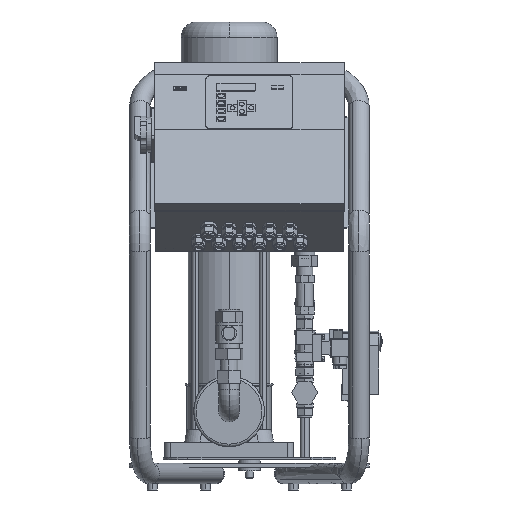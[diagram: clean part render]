
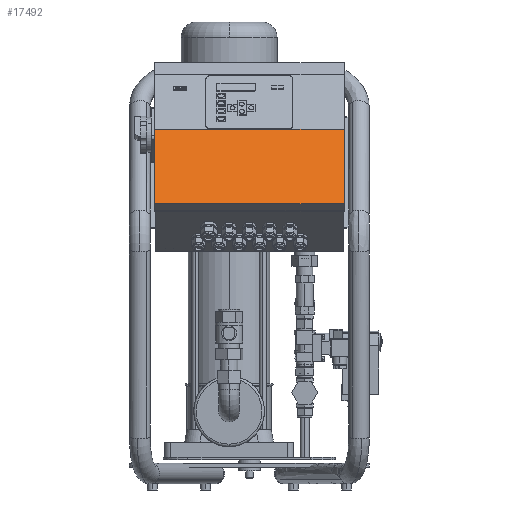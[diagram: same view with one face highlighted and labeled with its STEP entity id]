
A CAD part, front view. The second image highlights one B-rep face of the part: STEP entity #17492.
In plain terms, the highlighted planar face has unit normal (0, -0.857, 0.516).
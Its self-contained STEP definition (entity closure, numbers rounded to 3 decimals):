
#17257=CARTESIAN_POINT('',(-154.0,-376.437,586.35));
#17258=VERTEX_POINT('',#17257);
#17259=CARTESIAN_POINT('',(154.,-376.437,586.35));
#17260=VERTEX_POINT('',#17259);
#17261=CARTESIAN_POINT('',(-154.0,-376.437,586.35));
#17262=DIRECTION('',(1.0,0.0,0.0));
#17263=VECTOR('',#17262,308.);
#17264=LINE('',#17261,#17263);
#17265=EDGE_CURVE('',#17258,#17260,#17264,.T.);
#17462=CARTESIAN_POINT('',(-154.0,-376.437,586.35));
#17463=DIRECTION('',(0.,0.857,-0.516));
#17464=DIRECTION('',(-1.0,0.0,0.0));
#17465=AXIS2_PLACEMENT_3D('',#17462,#17463,#17464);
#17466=PLANE('',#17465);
#17467=CARTESIAN_POINT('',(154.,-449.27,465.374));
#17468=VERTEX_POINT('',#17467);
#17469=CARTESIAN_POINT('',(154.,-376.437,586.35));
#17470=DIRECTION('',(0.0,-0.516,-0.857));
#17471=VECTOR('',#17470,141.208);
#17472=LINE('',#17469,#17471);
#17473=EDGE_CURVE('',#17260,#17468,#17472,.T.);
#17474=ORIENTED_EDGE('',*,*,#17473,.F.);
#17475=ORIENTED_EDGE('',*,*,#17265,.F.);
#17476=CARTESIAN_POINT('',(-154.,-449.27,465.374));
#17477=VERTEX_POINT('',#17476);
#17478=CARTESIAN_POINT('',(-154.,-449.27,465.374));
#17479=DIRECTION('',(0.,0.516,0.857));
#17480=VECTOR('',#17479,141.208);
#17481=LINE('',#17478,#17480);
#17482=EDGE_CURVE('',#17477,#17258,#17481,.T.);
#17483=ORIENTED_EDGE('',*,*,#17482,.F.);
#17484=CARTESIAN_POINT('',(154.,-449.27,465.374));
#17485=DIRECTION('',(-1.0,0.0,0.0));
#17486=VECTOR('',#17485,308.0);
#17487=LINE('',#17484,#17486);
#17488=EDGE_CURVE('',#17468,#17477,#17487,.T.);
#17489=ORIENTED_EDGE('',*,*,#17488,.F.);
#17490=EDGE_LOOP('',(#17474,#17475,#17483,#17489));
#17491=FACE_OUTER_BOUND('',#17490,.T.);
#17492=ADVANCED_FACE('',(#17491),#17466,.F.);
